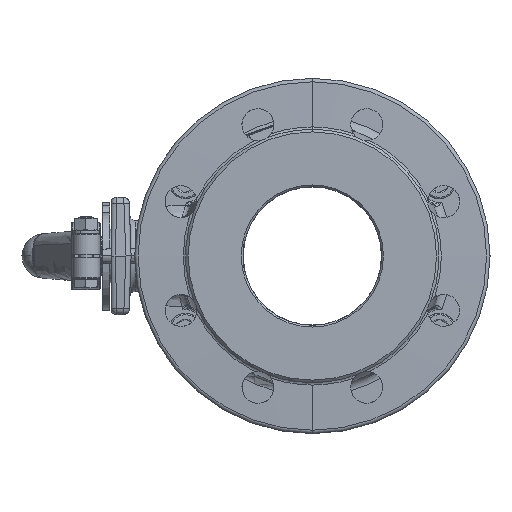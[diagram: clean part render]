
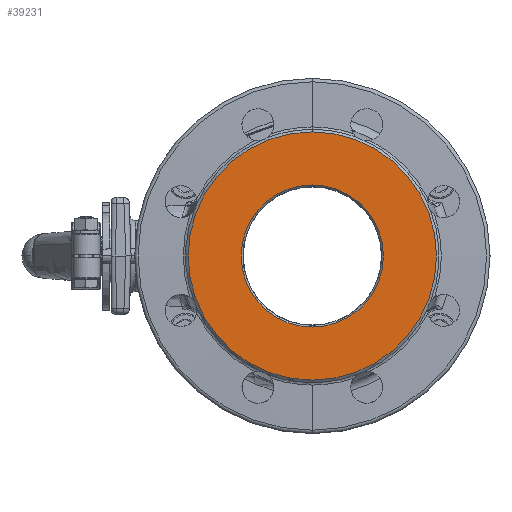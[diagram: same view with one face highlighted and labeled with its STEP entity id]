
A CAD part, left-side view. The second image highlights one B-rep face of the part: STEP entity #39231.
In plain terms, the highlighted planar face has unit normal (-1, 0, 0).
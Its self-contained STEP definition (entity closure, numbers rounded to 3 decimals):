
#6 = CIRCLE ( 'NONE', #2732, 40. ) ;
#643 = CIRCLE ( 'NONE', #74144, 69.883 ) ;
#2732 = AXIS2_PLACEMENT_3D ( 'NONE', #37399, #25332, #31520 ) ;
#6605 = DIRECTION ( 'NONE',  ( 0., 0., -1. ) ) ;
#6749 = CIRCLE ( 'NONE', #69789, 40. ) ;
#12748 = DIRECTION ( 'NONE',  ( 1., 0., 0. ) ) ;
#14235 = EDGE_CURVE ( 'NONE', #68800, #25788, #6, .T. ) ;
#14573 = EDGE_LOOP ( 'NONE', ( #17319, #56369 ) ) ;
#15151 = EDGE_CURVE ( 'NONE', #25788, #68800, #6749, .T. ) ;
#15199 = VERTEX_POINT ( 'NONE', #81747 ) ;
#15376 = CARTESIAN_POINT ( 'NONE',  ( -111., 0., -40. ) ) ;
#16868 = CARTESIAN_POINT ( 'NONE',  ( -111., 0., 0. ) ) ;
#17319 = ORIENTED_EDGE ( 'NONE', *, *, #14235, .T. ) ;
#18037 = DIRECTION ( 'NONE',  ( 1., 0., 0. ) ) ;
#18313 = DIRECTION ( 'NONE',  ( 0., 0., -1. ) ) ;
#18741 = AXIS2_PLACEMENT_3D ( 'NONE', #43800, #18037, #18313 ) ;
#19491 = CARTESIAN_POINT ( 'NONE',  ( -111., 0., 40. ) ) ;
#20461 = CARTESIAN_POINT ( 'NONE',  ( -111., 0., -69.883 ) ) ;
#20555 = CARTESIAN_POINT ( 'NONE',  ( -111., 0., 0. ) ) ;
#23107 = VERTEX_POINT ( 'NONE', #20461 ) ;
#25332 = DIRECTION ( 'NONE',  ( 1., 0., 0. ) ) ;
#25788 = VERTEX_POINT ( 'NONE', #15376 ) ;
#31520 = DIRECTION ( 'NONE',  ( 0., 0., -1. ) ) ;
#36511 = PLANE ( 'NONE',  #18741 ) ;
#37399 = CARTESIAN_POINT ( 'NONE',  ( -111., 0., 0. ) ) ;
#39231 = ADVANCED_FACE ( 'NONE', ( #69970, #76945 ), #36511, .F. ) ;
#39347 = ORIENTED_EDGE ( 'NONE', *, *, #59113, .F. ) ;
#39873 = DIRECTION ( 'NONE',  ( 0., 0., -1. ) ) ;
#43800 = CARTESIAN_POINT ( 'NONE',  ( -111., 40., 0. ) ) ;
#44897 = CARTESIAN_POINT ( 'NONE',  ( -111., 0., 0. ) ) ;
#50220 = DIRECTION ( 'NONE',  ( 1., 0., 0. ) ) ;
#53135 = CIRCLE ( 'NONE', #74504, 69.883 ) ;
#53333 = EDGE_CURVE ( 'NONE', #23107, #15199, #643, .T. ) ;
#56369 = ORIENTED_EDGE ( 'NONE', *, *, #15151, .T. ) ;
#56916 = DIRECTION ( 'NONE',  ( 0., 0., -1. ) ) ;
#59113 = EDGE_CURVE ( 'NONE', #15199, #23107, #53135, .T. ) ;
#65626 = EDGE_LOOP ( 'NONE', ( #68952, #39347 ) ) ;
#68800 = VERTEX_POINT ( 'NONE', #19491 ) ;
#68952 = ORIENTED_EDGE ( 'NONE', *, *, #53333, .F. ) ;
#69789 = AXIS2_PLACEMENT_3D ( 'NONE', #20555, #78438, #39873 ) ;
#69970 = FACE_BOUND ( 'NONE', #14573, .T. ) ;
#74144 = AXIS2_PLACEMENT_3D ( 'NONE', #16868, #12748, #6605 ) ;
#74504 = AXIS2_PLACEMENT_3D ( 'NONE', #44897, #50220, #56916 ) ;
#76945 = FACE_OUTER_BOUND ( 'NONE', #65626, .T. ) ;
#78438 = DIRECTION ( 'NONE',  ( 1., 0., 0. ) ) ;
#81747 = CARTESIAN_POINT ( 'NONE',  ( -111., 0., 69.883 ) ) ;
